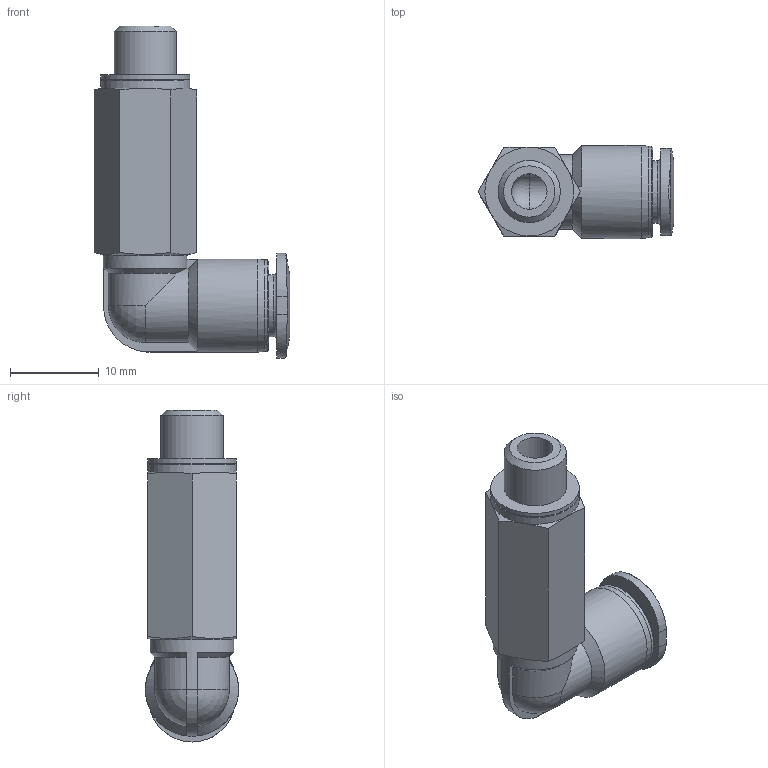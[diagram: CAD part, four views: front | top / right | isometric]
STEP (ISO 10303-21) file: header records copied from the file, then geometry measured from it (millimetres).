
FILE_DESCRIPTION(/* description */ ('STEP AP214'),/* implementation_level */ '2;1');
FILE_NAME(/* name */ '186355_QSMLL-M7-6',/* time_stamp */ '2024-09-10T10:20:24+02:00',/* author */ ('License CC BY-ND 4.0'),/* organization */ ('CADENAS'),/* preprocessor_version */ 'ST-DEVELOPER v19.3',/* originating_system */ 'PARTsolutions',/* authorisation */ ' ');
FILE_SCHEMA (('AUTOMOTIVE_DESIGN {1 0 10303 214 3 1 1}'));
Length unit declared in the file: millimetre
Products named in the file (1): 186355 QSMLL-M7-6
Bounding box: 22.07 x 10.5 x 37.4 mm (x, y, z)
Volume: 2699 mm3; surface area: 2412.2 mm2
Topology: 1 solids, 1 shells, 63 faces, 156 edges, 98 vertices
Faces by surface type: plane 21, cylinder 17, cone 16, sphere 5, torus 4
Full cylindrical faces by diameter (mm): 4 x2, 6 x1, 7 x2, 9.45 x1, 10 x2, 10.3 x1, 10.5 x1
Entity records: 2243 total; most frequent: CARTESIAN_POINT 418, DIRECTION 279, ORIENTED_EDGE 264, EDGE_CURVE 132, AXIS2_PLACEMENT_3D 124, VERTEX_POINT 93, EDGE_LOOP 87, FACE_BOUND 87
